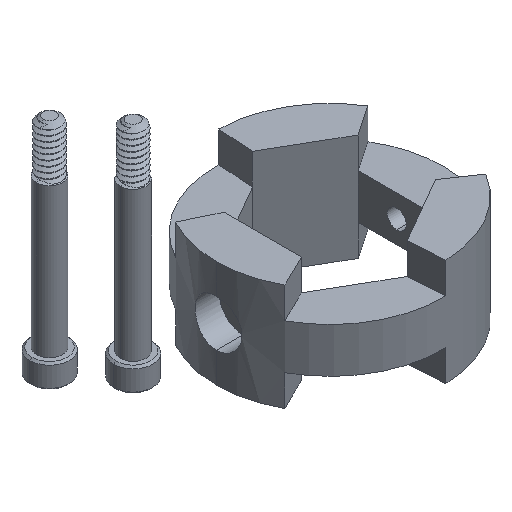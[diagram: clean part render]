
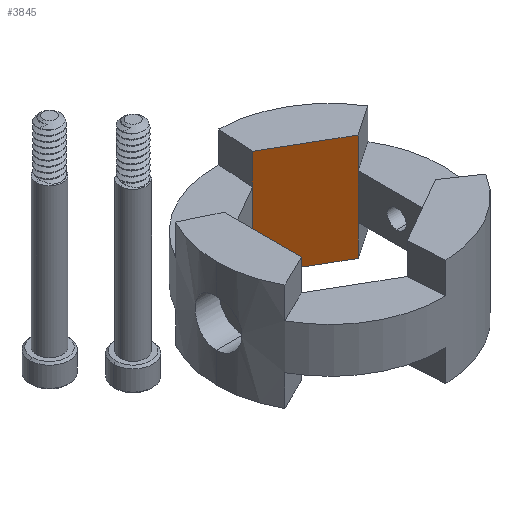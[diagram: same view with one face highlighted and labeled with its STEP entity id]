
A CAD part, isometric view. The second image highlights one B-rep face of the part: STEP entity #3845.
In plain terms, the highlighted planar face has unit normal (-0.5, -0.866, 0).
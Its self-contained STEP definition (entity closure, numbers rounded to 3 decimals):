
#42 = DIRECTION ( 'NONE',  ( 0., 0., -1. ) ) ;
#228 = ORIENTED_EDGE ( 'NONE', *, *, #5337, .F. ) ;
#402 = CARTESIAN_POINT ( 'NONE',  ( 0., 9.195, 6.35 ) ) ;
#417 = CARTESIAN_POINT ( 'NONE',  ( 7.963, 4.597, -6.35 ) ) ;
#554 = LINE ( 'NONE', #2386, #5254 ) ;
#610 = EDGE_CURVE ( 'NONE', #3134, #2152, #5678, .T. ) ;
#639 = EDGE_CURVE ( 'NONE', #2410, #1470, #3042, .T. ) ;
#863 = DIRECTION ( 'NONE',  ( 0., 0., -1. ) ) ;
#985 = VECTOR ( 'NONE', #2719, 1000. ) ;
#1019 = LINE ( 'NONE', #1709, #5889 ) ;
#1063 = ORIENTED_EDGE ( 'NONE', *, *, #4590, .F. ) ;
#1135 = CARTESIAN_POINT ( 'NONE',  ( 7.963, 4.597, 6.35 ) ) ;
#1237 = DIRECTION ( 'NONE',  ( -0.866, 0.5, 0. ) ) ;
#1278 = VECTOR ( 'NONE', #863, 1000. ) ;
#1389 = VECTOR ( 'NONE', #1802, 1000. ) ;
#1465 = CARTESIAN_POINT ( 'NONE',  ( 7.963, 4.597, -2.667 ) ) ;
#1470 = VERTEX_POINT ( 'NONE', #2834 ) ;
#1600 = VERTEX_POINT ( 'NONE', #1966 ) ;
#1614 = ORIENTED_EDGE ( 'NONE', *, *, #2597, .F. ) ;
#1675 = VERTEX_POINT ( 'NONE', #2492 ) ;
#1709 = CARTESIAN_POINT ( 'NONE',  ( 7.963, 4.597, -6.35 ) ) ;
#1759 = CARTESIAN_POINT ( 'NONE',  ( 7.963, 4.597, 6.35 ) ) ;
#1766 = VECTOR ( 'NONE', #1954, 1000. ) ;
#1782 = PLANE ( 'NONE',  #2457 ) ;
#1802 = DIRECTION ( 'NONE',  ( 0., 0., -1. ) ) ;
#1954 = DIRECTION ( 'NONE',  ( -0.866, 0.5, 0. ) ) ;
#1966 = CARTESIAN_POINT ( 'NONE',  ( 0., 9.195, -2.667 ) ) ;
#2015 = FACE_OUTER_BOUND ( 'NONE', #5069, .T. ) ;
#2039 = VERTEX_POINT ( 'NONE', #4559 ) ;
#2095 = EDGE_CURVE ( 'NONE', #1600, #2039, #2358, .T. ) ;
#2152 = VERTEX_POINT ( 'NONE', #417 ) ;
#2230 = CARTESIAN_POINT ( 'NONE',  ( 7.963, 4.597, 6.35 ) ) ;
#2261 = DIRECTION ( 'NONE',  ( 0.866, -0.5, 0. ) ) ;
#2358 = LINE ( 'NONE', #4617, #1389 ) ;
#2386 = CARTESIAN_POINT ( 'NONE',  ( 0., 9.195, 6.35 ) ) ;
#2410 = VERTEX_POINT ( 'NONE', #3476 ) ;
#2457 = AXIS2_PLACEMENT_3D ( 'NONE', #1759, #5071, #2261 ) ;
#2492 = CARTESIAN_POINT ( 'NONE',  ( 7.963, 4.597, 2.667 ) ) ;
#2597 = EDGE_CURVE ( 'NONE', #2152, #2039, #1019, .T. ) ;
#2703 = LINE ( 'NONE', #402, #1278 ) ;
#2719 = DIRECTION ( 'NONE',  ( 0., 0., -1. ) ) ;
#2834 = CARTESIAN_POINT ( 'NONE',  ( 0., 9.195, 6.35 ) ) ;
#3042 = LINE ( 'NONE', #5247, #1766 ) ;
#3134 = VERTEX_POINT ( 'NONE', #4976 ) ;
#3234 = EDGE_CURVE ( 'NONE', #1470, #4552, #2703, .T. ) ;
#3338 = ORIENTED_EDGE ( 'NONE', *, *, #3475, .T. ) ;
#3446 = ORIENTED_EDGE ( 'NONE', *, *, #639, .T. ) ;
#3475 = EDGE_CURVE ( 'NONE', #4552, #1600, #554, .T. ) ;
#3476 = CARTESIAN_POINT ( 'NONE',  ( 7.963, 4.597, 6.35 ) ) ;
#3500 = LINE ( 'NONE', #2230, #985 ) ;
#3505 = ORIENTED_EDGE ( 'NONE', *, *, #2095, .T. ) ;
#3637 = CARTESIAN_POINT ( 'NONE',  ( 0., 9.195, 2.667 ) ) ;
#3845 = ADVANCED_FACE ( 'NONE', ( #2015 ), #1782, .T. ) ;
#4412 = VECTOR ( 'NONE', #4755, 1000. ) ;
#4434 = DIRECTION ( 'NONE',  ( 0., 0., -1. ) ) ;
#4544 = ORIENTED_EDGE ( 'NONE', *, *, #610, .F. ) ;
#4552 = VERTEX_POINT ( 'NONE', #3637 ) ;
#4559 = CARTESIAN_POINT ( 'NONE',  ( 0., 9.195, -6.35 ) ) ;
#4590 = EDGE_CURVE ( 'NONE', #2410, #1675, #3500, .T. ) ;
#4591 = VECTOR ( 'NONE', #4434, 1000. ) ;
#4617 = CARTESIAN_POINT ( 'NONE',  ( 0., 9.195, -2.667 ) ) ;
#4717 = ORIENTED_EDGE ( 'NONE', *, *, #3234, .T. ) ;
#4755 = DIRECTION ( 'NONE',  ( 0., 0., -1. ) ) ;
#4976 = CARTESIAN_POINT ( 'NONE',  ( 7.963, 4.597, -2.667 ) ) ;
#5069 = EDGE_LOOP ( 'NONE', ( #1614, #4544, #228, #1063, #3446, #4717, #3338, #3505 ) ) ;
#5071 = DIRECTION ( 'NONE',  ( -0.5, -0.866, 0. ) ) ;
#5247 = CARTESIAN_POINT ( 'NONE',  ( 7.963, 4.597, 6.35 ) ) ;
#5254 = VECTOR ( 'NONE', #42, 1000. ) ;
#5328 = LINE ( 'NONE', #1135, #4591 ) ;
#5337 = EDGE_CURVE ( 'NONE', #1675, #3134, #5328, .T. ) ;
#5678 = LINE ( 'NONE', #1465, #4412 ) ;
#5889 = VECTOR ( 'NONE', #1237, 1000. ) ;
